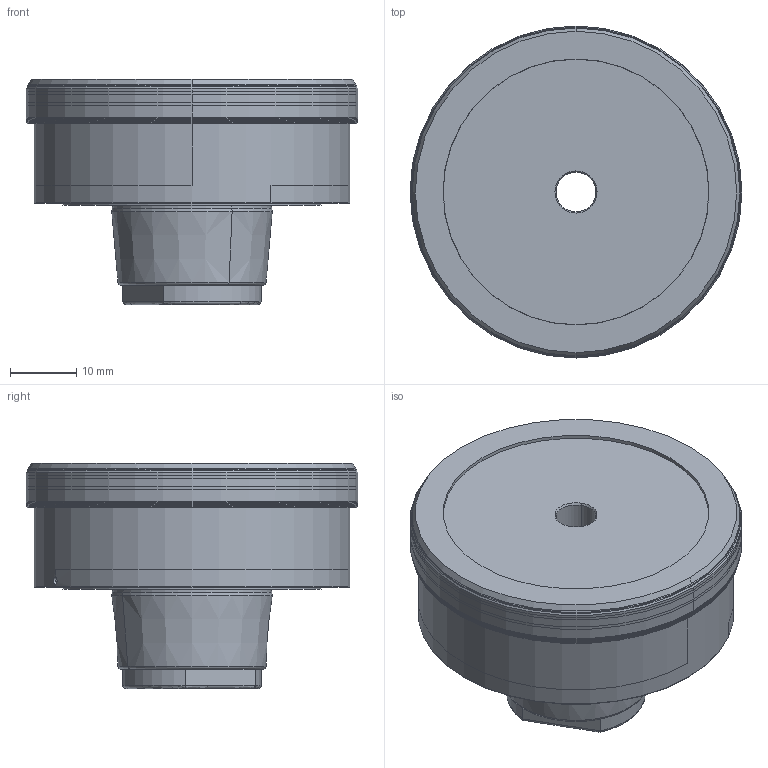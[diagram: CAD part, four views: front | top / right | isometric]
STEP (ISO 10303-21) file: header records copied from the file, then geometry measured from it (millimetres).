
FILE_DESCRIPTION((''),'2;1');
FILE_NAME('DEX','2021-01-21T13:54:36',('weissd'),(''),'CREO PARAMETRIC BY PTC INC, 2019030','CREO PARAMETRIC BY PTC INC, 2019030','');
FILE_SCHEMA(('AP242_MANAGED_MODEL_BASED_3D_ENGINEERING_MIM_LF { 1 0 10303 442 1 1 4 }'));
Length unit declared in the file: millimetre
Products named in the file (1): DEX
Bounding box: 50.02 x 50.02 x 33.95 mm (x, y, z)
Volume: 38274.9 mm3; surface area: 8523.6 mm2
Topology: 1 solids, 1 shells, 91 faces, 212 edges, 127 vertices
Faces by surface type: cone 52, cylinder 22, plane 9, torus 6, bspline 2
Entity records: 3893 total; most frequent: CARTESIAN_POINT 591, DIRECTION 496, ORIENTED_EDGE 382, PRESENTATION_STYLE_ASSIGNMENT 252, STYLED_ITEM 214, CURVE_STYLE 213, AXIS2_PLACEMENT_3D 196, EDGE_CURVE 191
